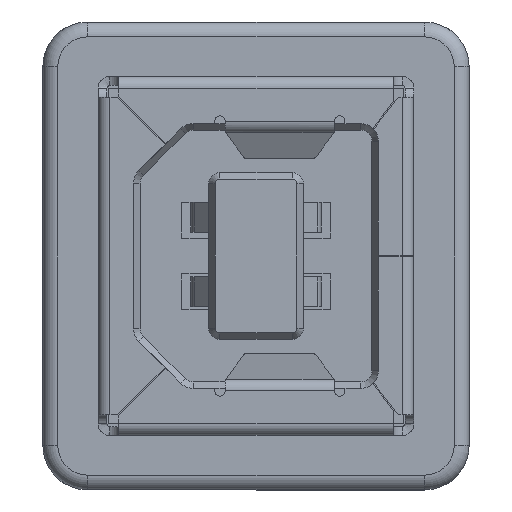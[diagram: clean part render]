
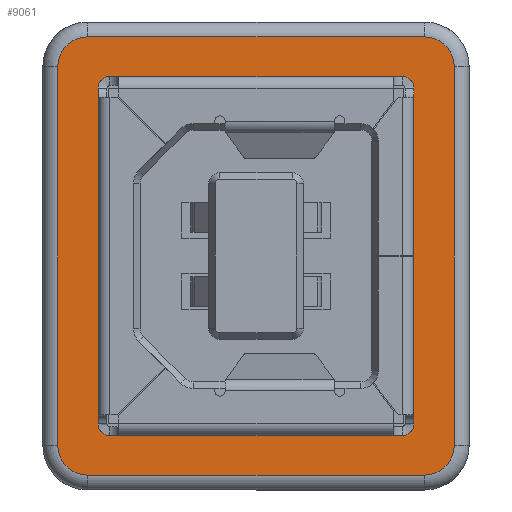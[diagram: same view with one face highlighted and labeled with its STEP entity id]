
A CAD part, left-side view. The second image highlights one B-rep face of the part: STEP entity #9061.
In plain terms, the highlighted planar face has unit normal (-1, 0, 0).
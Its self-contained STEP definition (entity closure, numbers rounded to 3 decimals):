
#138 = EDGE_CURVE ( 'NONE', #313, #9830, #20016, .T. ) ;
#209 = CARTESIAN_POINT ( 'NONE',  ( -43.8, 4.9, -6.02 ) ) ;
#313 = VERTEX_POINT ( 'NONE', #5958 ) ;
#886 = AXIS2_PLACEMENT_3D ( 'NONE', #29448, #5507, #12687 ) ;
#1208 = CARTESIAN_POINT ( 'NONE',  ( -43.8, -5.3, 5.62 ) ) ;
#1417 = DIRECTION ( 'NONE',  ( 0., 0., 1. ) ) ;
#1790 = FACE_OUTER_BOUND ( 'NONE', #24366, .T. ) ;
#1906 = CIRCLE ( 'NONE', #20410, 1. ) ;
#2020 = CARTESIAN_POINT ( 'NONE',  ( -43.8, 4.9, 5.62 ) ) ;
#2102 = CARTESIAN_POINT ( 'NONE',  ( -43.8, -5.65, 7.35 ) ) ;
#2158 = FACE_BOUND ( 'NONE', #23374, .T. ) ;
#2492 = LINE ( 'NONE', #14228, #15503 ) ;
#2710 = AXIS2_PLACEMENT_3D ( 'NONE', #11589, #13967, #30620 ) ;
#2842 = CARTESIAN_POINT ( 'NONE',  ( -43.8, -5.65, -7.35 ) ) ;
#3630 = VECTOR ( 'NONE', #7806, 1000. ) ;
#3795 = DIRECTION ( 'NONE',  ( 0., 0., 1. ) ) ;
#3905 = LINE ( 'NONE', #18804, #7988 ) ;
#3986 = ORIENTED_EDGE ( 'NONE', *, *, #28981, .T. ) ;
#3991 = CARTESIAN_POINT ( 'NONE',  ( -43.8, 5.3, 5.62 ) ) ;
#4030 = DIRECTION ( 'NONE',  ( 0., 0., 1. ) ) ;
#4318 = CARTESIAN_POINT ( 'NONE',  ( -43.8, 5.3, 5.62 ) ) ;
#4725 = ORIENTED_EDGE ( 'NONE', *, *, #26429, .F. ) ;
#4860 = CARTESIAN_POINT ( 'NONE',  ( -43.8, 4.9, -5.62 ) ) ;
#5132 = ORIENTED_EDGE ( 'NONE', *, *, #12598, .T. ) ;
#5291 = PLANE ( 'NONE',  #886 ) ;
#5404 = CIRCLE ( 'NONE', #28897, 1. ) ;
#5466 = CARTESIAN_POINT ( 'NONE',  ( -43.8, 6.65, 6.35 ) ) ;
#5507 = DIRECTION ( 'NONE',  ( -1., 0., 0. ) ) ;
#5958 = CARTESIAN_POINT ( 'NONE',  ( -43.8, 5.3, -5.62 ) ) ;
#6108 = ORIENTED_EDGE ( 'NONE', *, *, #14125, .T. ) ;
#6115 = DIRECTION ( 'NONE',  ( 0., -1., 0. ) ) ;
#6375 = EDGE_CURVE ( 'NONE', #26360, #16564, #22930, .T. ) ;
#6721 = CARTESIAN_POINT ( 'NONE',  ( -43.8, 4.9, 6.02 ) ) ;
#6818 = CIRCLE ( 'NONE', #23245, 1. ) ;
#6936 = DIRECTION ( 'NONE',  ( 0., 0., 1. ) ) ;
#7171 = CARTESIAN_POINT ( 'NONE',  ( -43.8, 5.65, -7.35 ) ) ;
#7556 = DIRECTION ( 'NONE',  ( -1., 0., 0. ) ) ;
#7572 = DIRECTION ( 'NONE',  ( -1., 0., 0. ) ) ;
#7806 = DIRECTION ( 'NONE',  ( 0., 1., 0. ) ) ;
#7988 = VECTOR ( 'NONE', #6936, 1000. ) ;
#8754 = DIRECTION ( 'NONE',  ( 0., 0., -1. ) ) ;
#9061 = ADVANCED_FACE ( 'NONE', ( #1790, #2158 ), #5291, .T. ) ;
#9143 = CIRCLE ( 'NONE', #2710, 0.4 ) ;
#9292 = DIRECTION ( 'NONE',  ( -1., 0., 0. ) ) ;
#9530 = DIRECTION ( 'NONE',  ( 0., -1., 0. ) ) ;
#9646 = ORIENTED_EDGE ( 'NONE', *, *, #19615, .T. ) ;
#9830 = VERTEX_POINT ( 'NONE', #209 ) ;
#10114 = ORIENTED_EDGE ( 'NONE', *, *, #27192, .F. ) ;
#10356 = LINE ( 'NONE', #3991, #12968 ) ;
#10605 = ORIENTED_EDGE ( 'NONE', *, *, #6375, .F. ) ;
#10827 = DIRECTION ( 'NONE',  ( 0., 0., 1. ) ) ;
#10833 = VERTEX_POINT ( 'NONE', #2842 ) ;
#10863 = DIRECTION ( 'NONE',  ( 0., 1., 0. ) ) ;
#11589 = CARTESIAN_POINT ( 'NONE',  ( -43.8, -4.9, 5.62 ) ) ;
#11698 = CIRCLE ( 'NONE', #27407, 0.4 ) ;
#11851 = DIRECTION ( 'NONE',  ( 0., 1., 0. ) ) ;
#12598 = EDGE_CURVE ( 'NONE', #17638, #23460, #6818, .T. ) ;
#12687 = DIRECTION ( 'NONE',  ( 0., 0., 1. ) ) ;
#12708 = ORIENTED_EDGE ( 'NONE', *, *, #19479, .T. ) ;
#12968 = VECTOR ( 'NONE', #8754, 1000. ) ;
#13666 = DIRECTION ( 'NONE',  ( 0., -1., 0. ) ) ;
#13771 = CARTESIAN_POINT ( 'NONE',  ( -43.8, -4.9, -6.02 ) ) ;
#13773 = VECTOR ( 'NONE', #6115, 1000. ) ;
#13967 = DIRECTION ( 'NONE',  ( -1., 0., 0. ) ) ;
#14125 = EDGE_CURVE ( 'NONE', #18714, #16408, #19359, .T. ) ;
#14228 = CARTESIAN_POINT ( 'NONE',  ( -43.8, -4.9, -6.02 ) ) ;
#14544 = ORIENTED_EDGE ( 'NONE', *, *, #15904, .T. ) ;
#14794 = CARTESIAN_POINT ( 'NONE',  ( -43.8, 6.65, -6.35 ) ) ;
#15244 = CARTESIAN_POINT ( 'NONE',  ( -43.8, -6.65, 6.35 ) ) ;
#15503 = VECTOR ( 'NONE', #16649, 1000. ) ;
#15524 = DIRECTION ( 'NONE',  ( -1., 0., 0. ) ) ;
#15784 = CIRCLE ( 'NONE', #25997, 0.4 ) ;
#15904 = EDGE_CURVE ( 'NONE', #16408, #21171, #1906, .T. ) ;
#16004 = DIRECTION ( 'NONE',  ( -1., 0., 0. ) ) ;
#16408 = VERTEX_POINT ( 'NONE', #14794 ) ;
#16564 = VERTEX_POINT ( 'NONE', #27693 ) ;
#16604 = VECTOR ( 'NONE', #3795, 1000. ) ;
#16649 = DIRECTION ( 'NONE',  ( 0., -1., 0. ) ) ;
#17341 = EDGE_CURVE ( 'NONE', #23460, #22440, #21544, .T. ) ;
#17638 = VERTEX_POINT ( 'NONE', #15244 ) ;
#17807 = LINE ( 'NONE', #20198, #3630 ) ;
#17828 = VERTEX_POINT ( 'NONE', #13771 ) ;
#17858 = CARTESIAN_POINT ( 'NONE',  ( -43.8, 5.65, -6.35 ) ) ;
#17902 = CARTESIAN_POINT ( 'NONE',  ( -43.8, -5.65, 6.35 ) ) ;
#17976 = CARTESIAN_POINT ( 'NONE',  ( -43.8, 5.65, 6.35 ) ) ;
#18108 = CARTESIAN_POINT ( 'NONE',  ( -43.8, 0., -7.35 ) ) ;
#18377 = VERTEX_POINT ( 'NONE', #28089 ) ;
#18500 = ORIENTED_EDGE ( 'NONE', *, *, #26199, .F. ) ;
#18714 = VERTEX_POINT ( 'NONE', #5466 ) ;
#18804 = CARTESIAN_POINT ( 'NONE',  ( -43.8, -6.65, 0. ) ) ;
#19165 = EDGE_CURVE ( 'NONE', #16564, #25293, #9143, .T. ) ;
#19208 = CIRCLE ( 'NONE', #30260, 1. ) ;
#19359 = LINE ( 'NONE', #23532, #27529 ) ;
#19408 = CARTESIAN_POINT ( 'NONE',  ( -43.8, -4.9, 6.02 ) ) ;
#19479 = EDGE_CURVE ( 'NONE', #22440, #18714, #19208, .T. ) ;
#19615 = EDGE_CURVE ( 'NONE', #18377, #17638, #3905, .T. ) ;
#20016 = CIRCLE ( 'NONE', #26323, 0.4 ) ;
#20063 = VECTOR ( 'NONE', #11851, 1000. ) ;
#20133 = LINE ( 'NONE', #18108, #13773 ) ;
#20198 = CARTESIAN_POINT ( 'NONE',  ( -43.8, -4.9, 6.02 ) ) ;
#20410 = AXIS2_PLACEMENT_3D ( 'NONE', #17858, #24846, #1417 ) ;
#20509 = ORIENTED_EDGE ( 'NONE', *, *, #27461, .F. ) ;
#20903 = ORIENTED_EDGE ( 'NONE', *, *, #17341, .T. ) ;
#21171 = VERTEX_POINT ( 'NONE', #7171 ) ;
#21544 = LINE ( 'NONE', #25602, #20063 ) ;
#22160 = EDGE_CURVE ( 'NONE', #21171, #10833, #20133, .T. ) ;
#22416 = CARTESIAN_POINT ( 'NONE',  ( -43.8, -5.3, -5.62 ) ) ;
#22440 = VERTEX_POINT ( 'NONE', #28509 ) ;
#22484 = DIRECTION ( 'NONE',  ( -1., 0., 0. ) ) ;
#22930 = LINE ( 'NONE', #1208, #16604 ) ;
#23167 = ORIENTED_EDGE ( 'NONE', *, *, #22160, .T. ) ;
#23245 = AXIS2_PLACEMENT_3D ( 'NONE', #17902, #22484, #10827 ) ;
#23374 = EDGE_LOOP ( 'NONE', ( #4725, #24457, #28723, #10114, #18500, #20509, #27299, #10605 ) ) ;
#23460 = VERTEX_POINT ( 'NONE', #2102 ) ;
#23532 = CARTESIAN_POINT ( 'NONE',  ( -43.8, 6.65, 0. ) ) ;
#24366 = EDGE_LOOP ( 'NONE', ( #20903, #12708, #6108, #14544, #23167, #3986, #9646, #5132 ) ) ;
#24457 = ORIENTED_EDGE ( 'NONE', *, *, #24639, .F. ) ;
#24639 = EDGE_CURVE ( 'NONE', #9830, #17828, #2492, .T. ) ;
#24846 = DIRECTION ( 'NONE',  ( -1., 0., 0. ) ) ;
#25030 = VERTEX_POINT ( 'NONE', #6721 ) ;
#25293 = VERTEX_POINT ( 'NONE', #19408 ) ;
#25602 = CARTESIAN_POINT ( 'NONE',  ( -43.8, 0., 7.35 ) ) ;
#25997 = AXIS2_PLACEMENT_3D ( 'NONE', #2020, #9292, #13666 ) ;
#26199 = EDGE_CURVE ( 'NONE', #25030, #26206, #15784, .T. ) ;
#26206 = VERTEX_POINT ( 'NONE', #4318 ) ;
#26218 = CARTESIAN_POINT ( 'NONE',  ( -43.8, -5.65, -6.35 ) ) ;
#26323 = AXIS2_PLACEMENT_3D ( 'NONE', #4860, #7556, #9530 ) ;
#26360 = VERTEX_POINT ( 'NONE', #22416 ) ;
#26429 = EDGE_CURVE ( 'NONE', #17828, #26360, #11698, .T. ) ;
#27192 = EDGE_CURVE ( 'NONE', #26206, #313, #10356, .T. ) ;
#27212 = CARTESIAN_POINT ( 'NONE',  ( -43.8, -4.9, -5.62 ) ) ;
#27299 = ORIENTED_EDGE ( 'NONE', *, *, #19165, .F. ) ;
#27407 = AXIS2_PLACEMENT_3D ( 'NONE', #27212, #15524, #10863 ) ;
#27461 = EDGE_CURVE ( 'NONE', #25293, #25030, #17807, .T. ) ;
#27529 = VECTOR ( 'NONE', #28397, 1000. ) ;
#27693 = CARTESIAN_POINT ( 'NONE',  ( -43.8, -5.3, 5.62 ) ) ;
#28089 = CARTESIAN_POINT ( 'NONE',  ( -43.8, -6.65, -6.35 ) ) ;
#28397 = DIRECTION ( 'NONE',  ( 0., 0., -1. ) ) ;
#28509 = CARTESIAN_POINT ( 'NONE',  ( -43.8, 5.65, 7.35 ) ) ;
#28616 = DIRECTION ( 'NONE',  ( 0., 0., 1. ) ) ;
#28723 = ORIENTED_EDGE ( 'NONE', *, *, #138, .F. ) ;
#28897 = AXIS2_PLACEMENT_3D ( 'NONE', #26218, #7572, #28616 ) ;
#28981 = EDGE_CURVE ( 'NONE', #10833, #18377, #5404, .T. ) ;
#29448 = CARTESIAN_POINT ( 'NONE',  ( -43.8, 0., 0. ) ) ;
#30260 = AXIS2_PLACEMENT_3D ( 'NONE', #17976, #16004, #4030 ) ;
#30620 = DIRECTION ( 'NONE',  ( 0., -1., 0. ) ) ;
